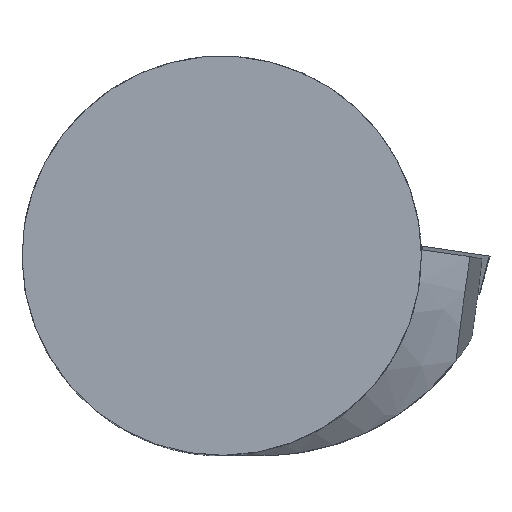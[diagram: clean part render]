
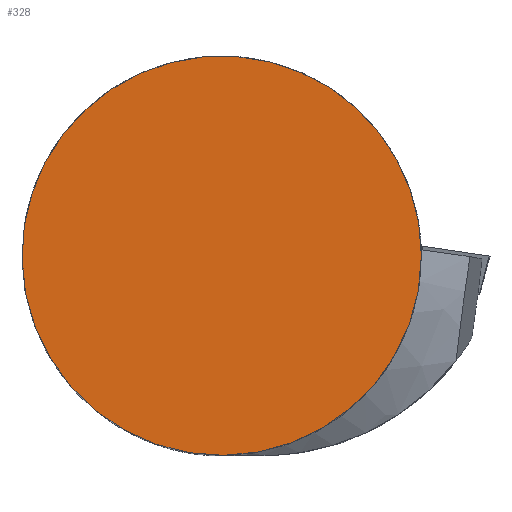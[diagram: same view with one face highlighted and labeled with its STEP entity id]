
A CAD part, top view. The second image highlights one B-rep face of the part: STEP entity #328.
In plain terms, the highlighted planar face has unit normal (0, 0, 1).
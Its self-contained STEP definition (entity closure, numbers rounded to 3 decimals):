
#328=ADVANCED_FACE('',(#404),#367,.T.);
#367=PLANE('',#1108);
#404=FACE_OUTER_BOUND('',#447,.T.);
#447=EDGE_LOOP('',(#644));
#644=ORIENTED_EDGE('',*,*,#848,.F.);
#761=VERTEX_POINT('',#1593);
#848=EDGE_CURVE('',#761,#761,#938,.T.);
#938=CIRCLE('',#1062,20.);
#1062=AXIS2_PLACEMENT_3D('',#1592,#1217,#1218);
#1108=AXIS2_PLACEMENT_3D('',#1721,#1329,#1330);
#1217=DIRECTION('',(0.,0.,-1.));
#1218=DIRECTION('',(1.,0.,0.));
#1329=DIRECTION('',(0.,0.,1.));
#1330=DIRECTION('',(1.,0.,0.));
#1592=CARTESIAN_POINT('',(0.,0.,0.));
#1593=CARTESIAN_POINT('',(20.,0.,0.));
#1721=CARTESIAN_POINT('',(0.,0.,0.));
